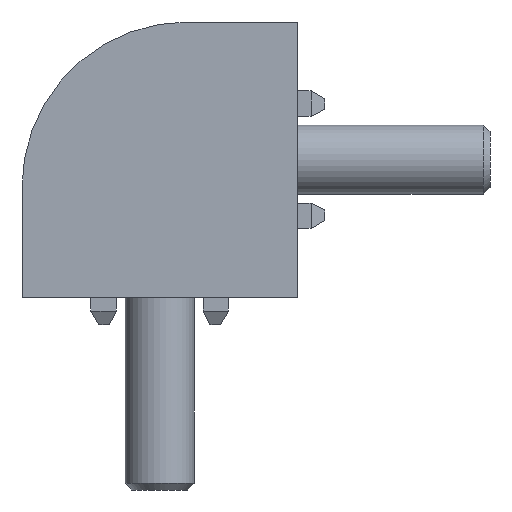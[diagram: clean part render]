
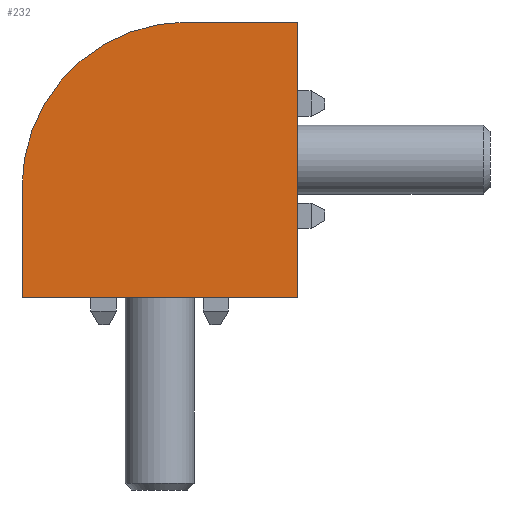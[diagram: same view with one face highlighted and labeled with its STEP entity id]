
A CAD part, left-side view. The second image highlights one B-rep face of the part: STEP entity #232.
In plain terms, the highlighted planar face has unit normal (-1, 0, 0).
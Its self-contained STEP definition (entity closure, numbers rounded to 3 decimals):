
#232 = ADVANCED_FACE( '', ( #537 ), #538, .F. );
#537 = FACE_OUTER_BOUND( '', #962, .T. );
#538 = PLANE( '', #963 );
#962 = EDGE_LOOP( '', ( #1402, #1403, #1404, #1405, #1406 ) );
#963 = AXIS2_PLACEMENT_3D( '', #1407, #1408, #1409 );
#1402 = ORIENTED_EDGE( '', *, *, #2476, .F. );
#1403 = ORIENTED_EDGE( '', *, *, #2477, .F. );
#1404 = ORIENTED_EDGE( '', *, *, #2478, .F. );
#1405 = ORIENTED_EDGE( '', *, *, #2479, .F. );
#1406 = ORIENTED_EDGE( '', *, *, #2480, .F. );
#1407 = CARTESIAN_POINT( '', ( -10., 8., 8. ) );
#1408 = DIRECTION( '', ( 1., 0., 0. ) );
#1409 = DIRECTION( '', ( 0., 0., -1. ) );
#2476 = EDGE_CURVE( '', #2912, #2913, #2914, .T. );
#2477 = EDGE_CURVE( '', #2915, #2912, #2916, .T. );
#2478 = EDGE_CURVE( '', #2917, #2915, #2918, .T. );
#2479 = EDGE_CURVE( '', #2919, #2917, #2920, .T. );
#2480 = EDGE_CURVE( '', #2913, #2919, #2921, .T. );
#2912 = VERTEX_POINT( '', #3533 );
#2913 = VERTEX_POINT( '', #3534 );
#2914 = CIRCLE( '', #3535, 12. );
#2915 = VERTEX_POINT( '', #3536 );
#2916 = LINE( '', #3537, #3538 );
#2917 = VERTEX_POINT( '', #3539 );
#2918 = LINE( '', #3540, #3541 );
#2919 = VERTEX_POINT( '', #3542 );
#2920 = LINE( '', #3543, #3544 );
#2921 = LINE( '', #3545, #3546 );
#3533 = CARTESIAN_POINT( '', ( -10., 20., 8. ) );
#3534 = CARTESIAN_POINT( '', ( -10., 8., 20. ) );
#3535 = AXIS2_PLACEMENT_3D( '', #4347, #4348, #4349 );
#3536 = CARTESIAN_POINT( '', ( -10., 20., 0. ) );
#3537 = CARTESIAN_POINT( '', ( -10., 20., 0. ) );
#3538 = VECTOR( '', #4350, 1000. );
#3539 = CARTESIAN_POINT( '', ( -10., 0., 0. ) );
#3540 = CARTESIAN_POINT( '', ( -10., 0., 0. ) );
#3541 = VECTOR( '', #4351, 1000. );
#3542 = CARTESIAN_POINT( '', ( -10., 0., 20. ) );
#3543 = CARTESIAN_POINT( '', ( -10., 0., 20. ) );
#3544 = VECTOR( '', #4352, 1000. );
#3545 = CARTESIAN_POINT( '', ( -10., 8., 20. ) );
#3546 = VECTOR( '', #4353, 1000. );
#4347 = CARTESIAN_POINT( '', ( -10., 8., 8. ) );
#4348 = DIRECTION( '', ( 1., 0., 0. ) );
#4349 = DIRECTION( '', ( 0., 0., -1. ) );
#4350 = DIRECTION( '', ( 0., 0., 1. ) );
#4351 = DIRECTION( '', ( 0., 1., 0. ) );
#4352 = DIRECTION( '', ( 0., 0., -1. ) );
#4353 = DIRECTION( '', ( 0., -1., 0. ) );
